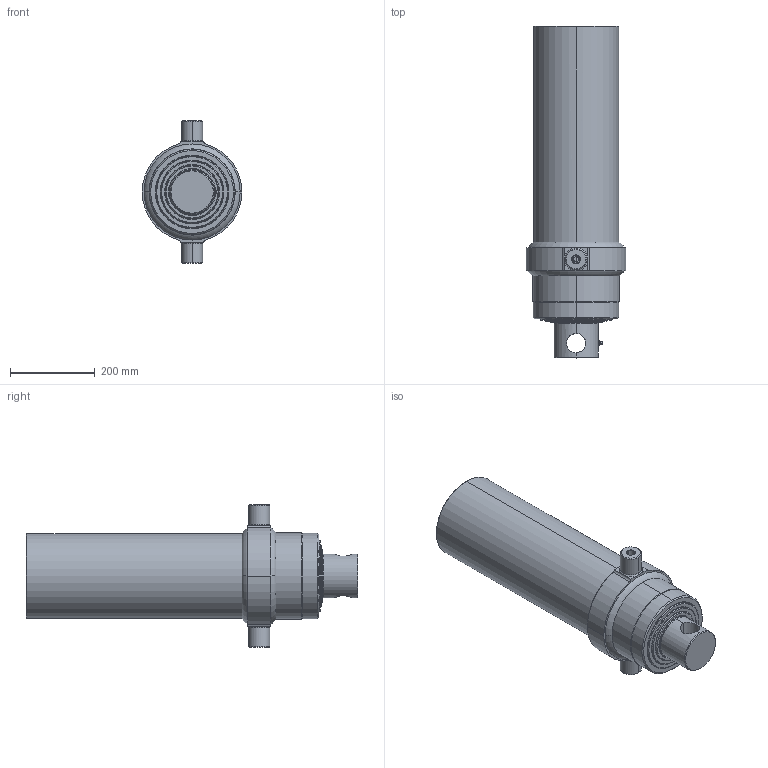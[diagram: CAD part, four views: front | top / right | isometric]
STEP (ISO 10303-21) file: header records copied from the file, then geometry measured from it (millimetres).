
FILE_DESCRIPTION (( 'STEP AP203' ), '1' );
FILE_NAME ('425.L.STEP', '2014-10-27T10:45:47', ( '' ), ( '' ), 'SwSTEP 2.0', 'SolidWorks 2013', '' );
FILE_SCHEMA (( 'CONFIG_CONTROL_DESIGN' ));
Length unit declared in the file: millimetre
Products named in the file (1): 425.L
Bounding box: 235.56 x 785.5 x 338 mm (x, y, z)
Surface area: 1692162.5 mm2 (no closed solid volume)
Topology: 0 solids, 16 shells, 124 faces, 328 edges, 212 vertices
Faces by surface type: cylinder 49, cone 36, plane 27, torus 12
Entity records: 4413 total; most frequent: CARTESIAN_POINT 1196, DIRECTION 736, ORIENTED_EDGE 562, EDGE_CURVE 328, AXIS2_PLACEMENT_3D 305, VERTEX_POINT 212, CIRCLE 180, EDGE_LOOP 138
